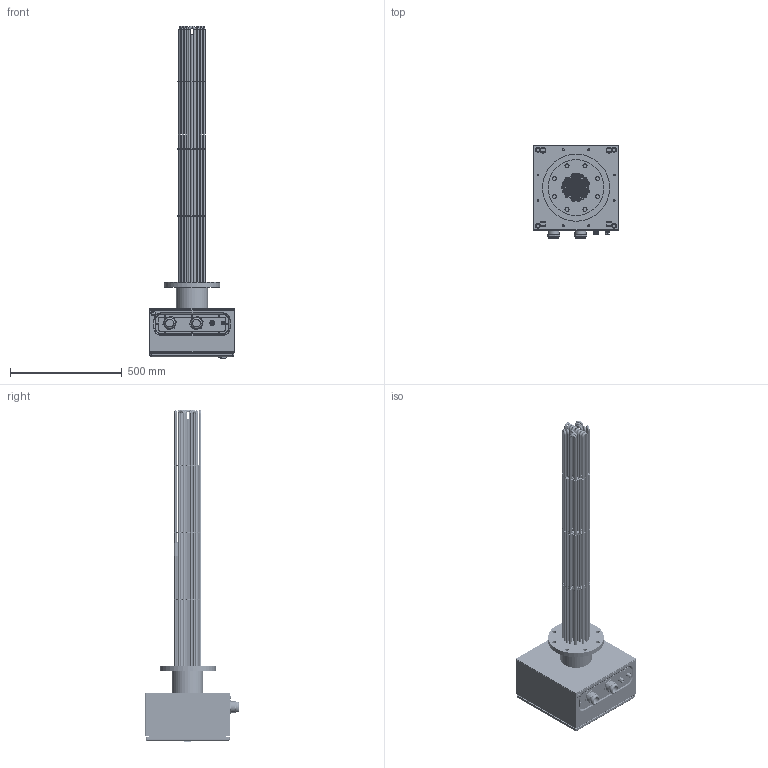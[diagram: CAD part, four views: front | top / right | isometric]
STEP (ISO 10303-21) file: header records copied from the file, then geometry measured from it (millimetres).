
FILE_DESCRIPTION (( 'STEP AP214' ), '1' );
FILE_NAME ('180019 - SSFHK 90 kW DN125 ET 1150 STEP.STEP', '2021-06-08T07:59:55', ( '' ), ( '' ), 'SwSTEP 2.0', 'SolidWorks 2021', '' );
FILE_SCHEMA (( 'AUTOMOTIVE_DESIGN' ));
Length unit declared in the file: millimetre
Products named in the file (23): Anschlusskastenplatte^SSFHK_380; Flansch^SSFHK_DN125 - 18 RHK; DECKEL 380^AK 380x380x210_Anschlusskasten_SSFHK; SCHLOSS 380^AK 380x380x210_Anschlusskasten_SSFHK; KV M50 WT MS^Kabelverschraubung_SSFHK; WB 10er^Fühlerschutzrohre_SSFHK; FSR STB^Fühlerschutzrohre_SSFHK; VM^SSFHK_DN125 - 18 RHK - 1150mm; KV M20 WT MS^Kabelverschraubung_SSFHK; Anschlusskasten^SSFHK_380x380x210; BODY 380^AK 380x380x210_Anschlusskasten_SSFHK; Kabelverschraubung^SSFHK_2xM50+M20+M16; AK 380x380x210^Anschlusskasten_SSFHK; Messingbrücken^SSFHK_TYP E - DN125 - 18 RHK; Kühlstrecke^SSFHK_DN125; 180019 - SSFHK 90 kW DN125 ET 1150 STEP; KV M16 WT MS^Kabelverschraubung_SSFHK; RHK^Rohrheizkörper_SSFHK_ET 1150; Distanzscheiben^SSFHK_DN125 - 18 RHK; STB TF^Fühlerschutzrohre_SSFHK_1150 mm; BODENDECKEL 380^AK 380x380x210_Anschlusskasten_SSFHK; Fühlerschutzrohre^SSFHK_DN125 - 1150 mm; Rohrheizkörper^SSFHK_DN125 - 18 RHK - 1150 mm
Assembly tree (42 placements, depth 4):
  180019 - SSFHK 90 kW DN125 ET 1150 STEP
    Flansch^SSFHK_DN125 - 18 RHK
    Rohrheizkörper^SSFHK_DN125 - 18 RHK - 1150 mm
      RHK^Rohrheizkörper_SSFHK_ET 1150  x18
    Distanzscheiben^SSFHK_DN125 - 18 RHK  x3
    Kühlstrecke^SSFHK_DN125
    Anschlusskastenplatte^SSFHK_380
    Fühlerschutzrohre^SSFHK_DN125 - 1150 mm
      FSR STB^Fühlerschutzrohre_SSFHK
      STB TF^Fühlerschutzrohre_SSFHK_1150 mm
      WB 10er^Fühlerschutzrohre_SSFHK
    Anschlusskasten^SSFHK_380x380x210
      AK 380x380x210^Anschlusskasten_SSFHK
        BODY 380^AK 380x380x210_Anschlusskasten_SSFHK
        DECKEL 380^AK 380x380x210_Anschlusskasten_SSFHK
        SCHLOSS 380^AK 380x380x210_Anschlusskasten_SSFHK
        BODENDECKEL 380^AK 380x380x210_Anschlusskasten_SSFHK
    Kabelverschraubung^SSFHK_2xM50+M20+M16
      KV M16 WT MS^Kabelverschraubung_SSFHK
      KV M20 WT MS^Kabelverschraubung_SSFHK
      KV M50 WT MS^Kabelverschraubung_SSFHK  x2
    Messingbrücken^SSFHK_TYP E - DN125 - 18 RHK
    VM^SSFHK_DN125 - 18 RHK - 1150mm
Bounding box: 380 x 418.48 x 1484.1 mm (x, y, z)
Volume: 3998209.2 mm3; surface area: 4379486.4 mm2
Topology: 53 solids, 53 shells, 4607 faces, 12675 edges, 8240 vertices
Faces by surface type: cylinder 3101, plane 1081, cone 184, torus 150, bspline 91
Entity records: 90977 total; most frequent: CARTESIAN_POINT 19131, DIRECTION 13415, ORIENTED_EDGE 12326, EDGE_CURVE 6163, AXIS2_PLACEMENT_3D 5356, VERTEX_POINT 3986, CIRCLE 3064, EDGE_LOOP 2909
